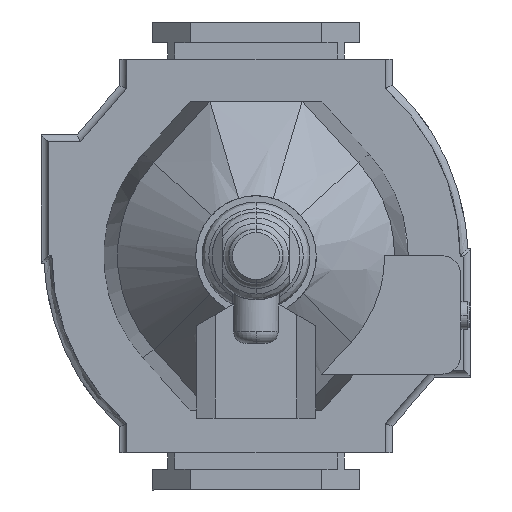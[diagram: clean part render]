
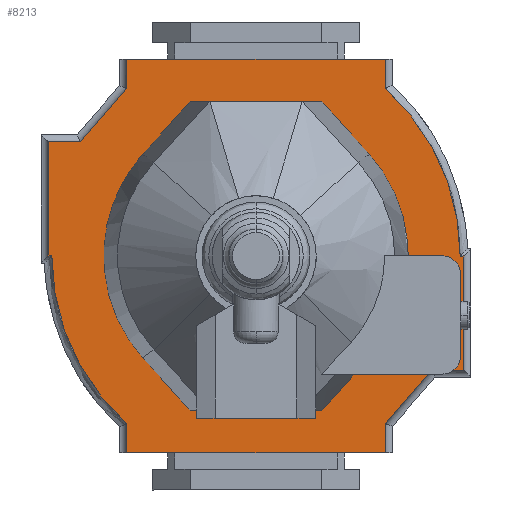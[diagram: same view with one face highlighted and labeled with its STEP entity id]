
A CAD part, front view. The second image highlights one B-rep face of the part: STEP entity #8213.
In plain terms, the highlighted face is planar.
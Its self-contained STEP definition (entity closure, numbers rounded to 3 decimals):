
#52 = CARTESIAN_POINT ( 'NONE',  ( -19.5, 0., 30. ) ) ;
#284 = VERTEX_POINT ( 'NONE', #13807 ) ;
#302 = EDGE_CURVE ( 'NONE', #9212, #13584, #2480, .T. ) ;
#395 = LINE ( 'NONE', #11637, #4334 ) ;
#767 = EDGE_CURVE ( 'NONE', #15423, #3195, #4002, .T. ) ;
#818 = CIRCLE ( 'NONE', #11228, 38.4 ) ;
#945 = DIRECTION ( 'NONE',  ( 0., 0., 1. ) ) ;
#946 = VECTOR ( 'NONE', #10636, 1000. ) ;
#1022 = CARTESIAN_POINT ( 'NONE',  ( -28.622, 0., -22.1 ) ) ;
#1265 = DIRECTION ( 'NONE',  ( 0., 0., 1. ) ) ;
#1804 = CARTESIAN_POINT ( 'NONE',  ( -33.65, 0., 22.1 ) ) ;
#2102 = DIRECTION ( 'NONE',  ( 0., 0., 1. ) ) ;
#2119 = ORIENTED_EDGE ( 'NONE', *, *, #12002, .F. ) ;
#2480 = LINE ( 'NONE', #12386, #3455 ) ;
#2499 = CARTESIAN_POINT ( 'NONE',  ( 0., 0., 3.5 ) ) ;
#2531 = LINE ( 'NONE', #11402, #6152 ) ;
#2606 = DIRECTION ( 'NONE',  ( -1., 0., 0. ) ) ;
#2651 = DIRECTION ( 'NONE',  ( 0., 0., 1. ) ) ;
#2913 = CARTESIAN_POINT ( 'NONE',  ( -19.5, 0., 35.5 ) ) ;
#2981 = ORIENTED_EDGE ( 'NONE', *, *, #5147, .F. ) ;
#3168 = LINE ( 'NONE', #8102, #946 ) ;
#3195 = VERTEX_POINT ( 'NONE', #15168 ) ;
#3455 = VECTOR ( 'NONE', #2651, 1000. ) ;
#3474 = DIRECTION ( 'NONE',  ( 0.757, 0., 0.654 ) ) ;
#3510 = CARTESIAN_POINT ( 'NONE',  ( 0., 0., 34.9 ) ) ;
#3613 = VECTOR ( 'NONE', #10384, 1000. ) ;
#3626 = VERTEX_POINT ( 'NONE', #8979 ) ;
#3820 = CARTESIAN_POINT ( 'NONE',  ( 33.65, 0., 22.1 ) ) ;
#3840 = VECTOR ( 'NONE', #2102, 1000. ) ;
#3930 = DIRECTION ( 'NONE',  ( -1., 0., 0. ) ) ;
#3996 = VERTEX_POINT ( 'NONE', #1804 ) ;
#4002 = CIRCLE ( 'NONE', #14392, 38.4 ) ;
#4027 = EDGE_CURVE ( 'NONE', #9903, #6528, #12010, .T. ) ;
#4334 = VECTOR ( 'NONE', #5369, 1000. ) ;
#4364 = LINE ( 'NONE', #5344, #3613 ) ;
#4421 = VERTEX_POINT ( 'NONE', #7601 ) ;
#4427 = VERTEX_POINT ( 'NONE', #6401 ) ;
#4788 = LINE ( 'NONE', #11855, #13578 ) ;
#4949 = VERTEX_POINT ( 'NONE', #12944 ) ;
#5147 = EDGE_CURVE ( 'NONE', #6311, #3996, #4364, .T. ) ;
#5313 = EDGE_LOOP ( 'NONE', ( #5553, #7633, #15413, #14910, #2981, #5404, #13625, #10342, #15869, #7365, #2119, #10328, #9890, #6678, #9879, #7738 ) ) ;
#5344 = CARTESIAN_POINT ( 'NONE',  ( -28.65, 0., 22.1 ) ) ;
#5353 = DIRECTION ( 'NONE',  ( 0., 0., -1. ) ) ;
#5369 = DIRECTION ( 'NONE',  ( 0., 0., -1. ) ) ;
#5404 = ORIENTED_EDGE ( 'NONE', *, *, #9749, .F. ) ;
#5553 = ORIENTED_EDGE ( 'NONE', *, *, #8149, .F. ) ;
#6044 = EDGE_CURVE ( 'NONE', #11273, #4421, #14759, .T. ) ;
#6152 = VECTOR ( 'NONE', #3930, 1000. ) ;
#6168 = LINE ( 'NONE', #3820, #15182 ) ;
#6311 = VERTEX_POINT ( 'NONE', #12048 ) ;
#6401 = CARTESIAN_POINT ( 'NONE',  ( 0., 0., 35.5 ) ) ;
#6417 = AXIS2_PLACEMENT_3D ( 'NONE', #14562, #6957, #945 ) ;
#6465 = DIRECTION ( 'NONE',  ( 0., 0., -1. ) ) ;
#6528 = VERTEX_POINT ( 'NONE', #15688 ) ;
#6604 = CARTESIAN_POINT ( 'NONE',  ( 33.65, 0., 22.1 ) ) ;
#6678 = ORIENTED_EDGE ( 'NONE', *, *, #14061, .F. ) ;
#6957 = DIRECTION ( 'NONE',  ( 0., 1., 0. ) ) ;
#7365 = ORIENTED_EDGE ( 'NONE', *, *, #9093, .F. ) ;
#7601 = CARTESIAN_POINT ( 'NONE',  ( -19.5, 0., 30. ) ) ;
#7608 = LINE ( 'NONE', #52, #8391 ) ;
#7633 = ORIENTED_EDGE ( 'NONE', *, *, #767, .F. ) ;
#7738 = ORIENTED_EDGE ( 'NONE', *, *, #13635, .F. ) ;
#7943 = PLANE ( 'NONE',  #6417 ) ;
#8102 = CARTESIAN_POINT ( 'NONE',  ( 28.65, 0., -22.1 ) ) ;
#8149 = EDGE_CURVE ( 'NONE', #3195, #284, #395, .T. ) ;
#8213 = ADVANCED_FACE ( 'NONE', ( #9177 ), #7943, .T. ) ;
#8256 = EDGE_CURVE ( 'NONE', #15318, #9212, #3168, .T. ) ;
#8391 = VECTOR ( 'NONE', #13668, 1000. ) ;
#8495 = DIRECTION ( 'NONE',  ( 0., -1., 0. ) ) ;
#8559 = LINE ( 'NONE', #13556, #12123 ) ;
#8711 = EDGE_CURVE ( 'NONE', #3626, #15423, #8559, .T. ) ;
#8816 = CARTESIAN_POINT ( 'NONE',  ( 33.65, 0., -22.1 ) ) ;
#8973 = EDGE_CURVE ( 'NONE', #3996, #3626, #4788, .T. ) ;
#8979 = CARTESIAN_POINT ( 'NONE',  ( -33.65, 0., -22.1 ) ) ;
#9027 = CARTESIAN_POINT ( 'NONE',  ( 0., 0., 34.9 ) ) ;
#9042 = LINE ( 'NONE', #14041, #14982 ) ;
#9093 = EDGE_CURVE ( 'NONE', #4949, #9392, #818, .T. ) ;
#9177 = FACE_OUTER_BOUND ( 'NONE', #5313, .T. ) ;
#9212 = VERTEX_POINT ( 'NONE', #8816 ) ;
#9392 = VERTEX_POINT ( 'NONE', #3510 ) ;
#9419 = DIRECTION ( 'NONE',  ( 0., 0., -1. ) ) ;
#9585 = CARTESIAN_POINT ( 'NONE',  ( 19.5, 0., -35.5 ) ) ;
#9749 = EDGE_CURVE ( 'NONE', #4421, #6311, #7608, .T. ) ;
#9879 = ORIENTED_EDGE ( 'NONE', *, *, #4027, .F. ) ;
#9890 = ORIENTED_EDGE ( 'NONE', *, *, #8256, .F. ) ;
#9903 = VERTEX_POINT ( 'NONE', #11125 ) ;
#10328 = ORIENTED_EDGE ( 'NONE', *, *, #302, .F. ) ;
#10342 = ORIENTED_EDGE ( 'NONE', *, *, #13803, .F. ) ;
#10384 = DIRECTION ( 'NONE',  ( -1., 0., 0. ) ) ;
#10636 = DIRECTION ( 'NONE',  ( 1., 0., 0. ) ) ;
#11024 = LINE ( 'NONE', #14622, #11371 ) ;
#11125 = CARTESIAN_POINT ( 'NONE',  ( 19.5, 0., -35.5 ) ) ;
#11228 = AXIS2_PLACEMENT_3D ( 'NONE', #14230, #12922, #5353 ) ;
#11273 = VERTEX_POINT ( 'NONE', #2913 ) ;
#11371 = VECTOR ( 'NONE', #3474, 1000. ) ;
#11402 = CARTESIAN_POINT ( 'NONE',  ( 0., 0., 35.5 ) ) ;
#11633 = VECTOR ( 'NONE', #14410, 1000. ) ;
#11637 = CARTESIAN_POINT ( 'NONE',  ( 0., 0., -34.9 ) ) ;
#11855 = CARTESIAN_POINT ( 'NONE',  ( -33.65, 0., 22.1 ) ) ;
#12002 = EDGE_CURVE ( 'NONE', #13584, #4949, #6168, .T. ) ;
#12010 = LINE ( 'NONE', #9585, #11633 ) ;
#12048 = CARTESIAN_POINT ( 'NONE',  ( -28.65, 0., 22.1 ) ) ;
#12123 = VECTOR ( 'NONE', #13640, 1000. ) ;
#12386 = CARTESIAN_POINT ( 'NONE',  ( 33.65, 0., -22.1 ) ) ;
#12795 = DIRECTION ( 'NONE',  ( 1., 0., 0. ) ) ;
#12922 = DIRECTION ( 'NONE',  ( 0., -1., 0. ) ) ;
#12944 = CARTESIAN_POINT ( 'NONE',  ( 28.622, 0., 22.1 ) ) ;
#12946 = LINE ( 'NONE', #9027, #3840 ) ;
#13556 = CARTESIAN_POINT ( 'NONE',  ( -33.65, 0., -22.1 ) ) ;
#13578 = VECTOR ( 'NONE', #9419, 1000. ) ;
#13584 = VERTEX_POINT ( 'NONE', #6604 ) ;
#13625 = ORIENTED_EDGE ( 'NONE', *, *, #6044, .F. ) ;
#13635 = EDGE_CURVE ( 'NONE', #284, #9903, #9042, .T. ) ;
#13640 = DIRECTION ( 'NONE',  ( 1., 0., 0. ) ) ;
#13668 = DIRECTION ( 'NONE',  ( -0.757, 0., -0.654 ) ) ;
#13803 = EDGE_CURVE ( 'NONE', #4427, #11273, #2531, .T. ) ;
#13807 = CARTESIAN_POINT ( 'NONE',  ( 0., 0., -35.5 ) ) ;
#13943 = EDGE_CURVE ( 'NONE', #9392, #4427, #12946, .T. ) ;
#14041 = CARTESIAN_POINT ( 'NONE',  ( 0., 0., -35.5 ) ) ;
#14043 = VECTOR ( 'NONE', #6465, 1000. ) ;
#14061 = EDGE_CURVE ( 'NONE', #6528, #15318, #11024, .T. ) ;
#14230 = CARTESIAN_POINT ( 'NONE',  ( 0., 0., -3.5 ) ) ;
#14392 = AXIS2_PLACEMENT_3D ( 'NONE', #2499, #8495, #1265 ) ;
#14410 = DIRECTION ( 'NONE',  ( 0., 0., 1. ) ) ;
#14562 = CARTESIAN_POINT ( 'NONE',  ( 0., 0., 0. ) ) ;
#14622 = CARTESIAN_POINT ( 'NONE',  ( 19.5, 0., -30. ) ) ;
#14759 = LINE ( 'NONE', #14843, #14043 ) ;
#14843 = CARTESIAN_POINT ( 'NONE',  ( -19.5, 0., 35.5 ) ) ;
#14910 = ORIENTED_EDGE ( 'NONE', *, *, #8973, .F. ) ;
#14982 = VECTOR ( 'NONE', #12795, 1000. ) ;
#15168 = CARTESIAN_POINT ( 'NONE',  ( 0., 0., -34.9 ) ) ;
#15182 = VECTOR ( 'NONE', #2606, 1000. ) ;
#15318 = VERTEX_POINT ( 'NONE', #15430 ) ;
#15413 = ORIENTED_EDGE ( 'NONE', *, *, #8711, .F. ) ;
#15423 = VERTEX_POINT ( 'NONE', #1022 ) ;
#15430 = CARTESIAN_POINT ( 'NONE',  ( 28.65, 0., -22.1 ) ) ;
#15688 = CARTESIAN_POINT ( 'NONE',  ( 19.5, 0., -30. ) ) ;
#15869 = ORIENTED_EDGE ( 'NONE', *, *, #13943, .F. ) ;
